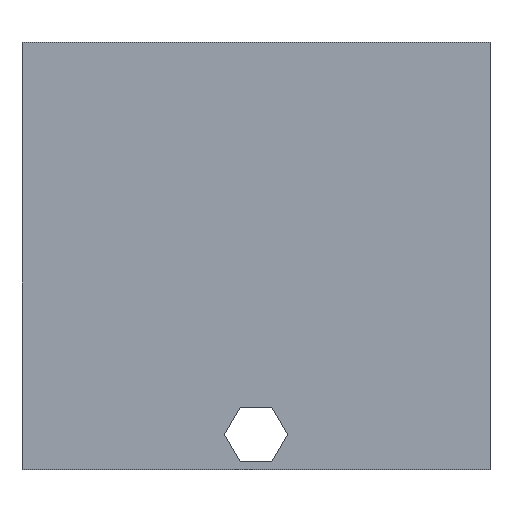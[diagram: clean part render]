
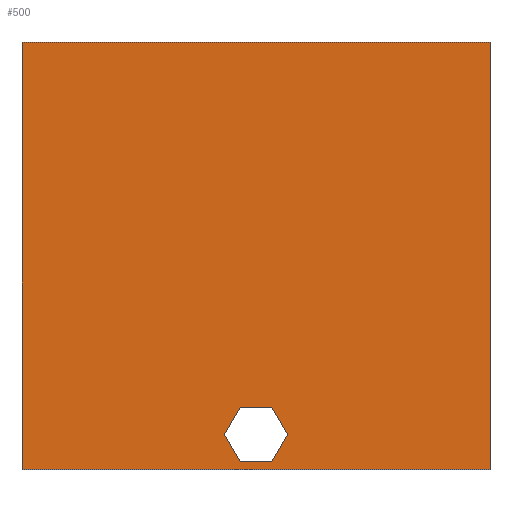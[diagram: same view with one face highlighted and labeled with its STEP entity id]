
A CAD part, top view. The second image highlights one B-rep face of the part: STEP entity #500.
In plain terms, the highlighted planar face has unit normal (0, 0, 1).
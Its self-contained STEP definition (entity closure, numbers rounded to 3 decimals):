
#18=FACE_BOUND('',#74,.T.);
#44=FACE_OUTER_BOUND('',#73,.T.);
#73=EDGE_LOOP('',(#439,#440,#441,#442));
#74=EDGE_LOOP('',(#443,#444,#445,#446,#447,#448));
#111=LINE('',#739,#177);
#115=LINE('',#747,#181);
#118=LINE('',#753,#184);
#121=LINE('',#759,#187);
#124=LINE('',#765,#190);
#127=LINE('',#770,#193);
#129=LINE('',#775,#195);
#133=LINE('',#783,#199);
#136=LINE('',#789,#202);
#139=LINE('',#794,#205);
#177=VECTOR('',#609,10.);
#181=VECTOR('',#615,10.);
#184=VECTOR('',#620,10.);
#187=VECTOR('',#625,10.);
#190=VECTOR('',#630,10.);
#193=VECTOR('',#635,10.);
#195=VECTOR('',#639,10.);
#199=VECTOR('',#645,10.);
#202=VECTOR('',#650,10.);
#205=VECTOR('',#655,10.);
#231=VERTEX_POINT('',#737);
#232=VERTEX_POINT('',#738);
#235=VERTEX_POINT('',#746);
#237=VERTEX_POINT('',#752);
#239=VERTEX_POINT('',#758);
#241=VERTEX_POINT('',#764);
#243=VERTEX_POINT('',#773);
#244=VERTEX_POINT('',#774);
#247=VERTEX_POINT('',#782);
#249=VERTEX_POINT('',#788);
#287=EDGE_CURVE('',#231,#232,#111,.T.);
#291=EDGE_CURVE('',#235,#231,#115,.T.);
#294=EDGE_CURVE('',#237,#235,#118,.T.);
#297=EDGE_CURVE('',#239,#237,#121,.T.);
#300=EDGE_CURVE('',#241,#239,#124,.T.);
#303=EDGE_CURVE('',#232,#241,#127,.T.);
#305=EDGE_CURVE('',#243,#244,#129,.T.);
#309=EDGE_CURVE('',#247,#243,#133,.T.);
#312=EDGE_CURVE('',#249,#247,#136,.T.);
#315=EDGE_CURVE('',#244,#249,#139,.T.);
#439=ORIENTED_EDGE('',*,*,#315,.F.);
#440=ORIENTED_EDGE('',*,*,#305,.F.);
#441=ORIENTED_EDGE('',*,*,#309,.F.);
#442=ORIENTED_EDGE('',*,*,#312,.F.);
#443=ORIENTED_EDGE('',*,*,#303,.F.);
#444=ORIENTED_EDGE('',*,*,#287,.F.);
#445=ORIENTED_EDGE('',*,*,#291,.F.);
#446=ORIENTED_EDGE('',*,*,#294,.F.);
#447=ORIENTED_EDGE('',*,*,#297,.F.);
#448=ORIENTED_EDGE('',*,*,#300,.F.);
#474=PLANE('',#540);
#500=ADVANCED_FACE('',(#44,#18),#474,.F.);
#540=AXIS2_PLACEMENT_3D('',#797,#659,#660);
#609=DIRECTION('',(-0.5,-0.866,0.));
#615=DIRECTION('',(-1.,0.,0.));
#620=DIRECTION('',(-0.5,0.866,0.));
#625=DIRECTION('',(0.5,0.866,0.));
#630=DIRECTION('',(1.,0.,0.));
#635=DIRECTION('',(0.5,-0.866,0.));
#639=DIRECTION('',(1.,0.,0.));
#645=DIRECTION('',(0.,1.,0.));
#650=DIRECTION('',(-1.,0.,0.));
#655=DIRECTION('',(0.,-1.,0.));
#659=DIRECTION('center_axis',(0.,0.,-1.));
#660=DIRECTION('ref_axis',(-1.,0.,0.));
#737=CARTESIAN_POINT('',(-22.088,24.718,-103.071));
#738=CARTESIAN_POINT('',(-23.675,21.968,-103.071));
#739=CARTESIAN_POINT('',(-22.088,24.718,-103.071));
#746=CARTESIAN_POINT('',(-18.912,24.718,-103.071));
#747=CARTESIAN_POINT('',(-18.912,24.718,-103.071));
#752=CARTESIAN_POINT('',(-17.325,21.968,-103.071));
#753=CARTESIAN_POINT('',(-17.325,21.968,-103.071));
#758=CARTESIAN_POINT('',(-18.912,19.218,-103.071));
#759=CARTESIAN_POINT('',(-18.912,19.218,-103.071));
#764=CARTESIAN_POINT('',(-22.088,19.218,-103.071));
#765=CARTESIAN_POINT('',(-22.088,19.218,-103.071));
#770=CARTESIAN_POINT('',(-23.675,21.968,-103.071));
#773=CARTESIAN_POINT('',(-44.,61.348,-103.071));
#774=CARTESIAN_POINT('',(3.,61.348,-103.071));
#775=CARTESIAN_POINT('',(-44.,61.348,-103.071));
#782=CARTESIAN_POINT('',(-44.,18.468,-103.071));
#783=CARTESIAN_POINT('',(-44.,18.468,-103.071));
#788=CARTESIAN_POINT('',(3.,18.468,-103.071));
#789=CARTESIAN_POINT('',(3.,18.468,-103.071));
#794=CARTESIAN_POINT('',(3.,61.348,-103.071));
#797=CARTESIAN_POINT('Origin',(-20.5,39.908,-103.071));
